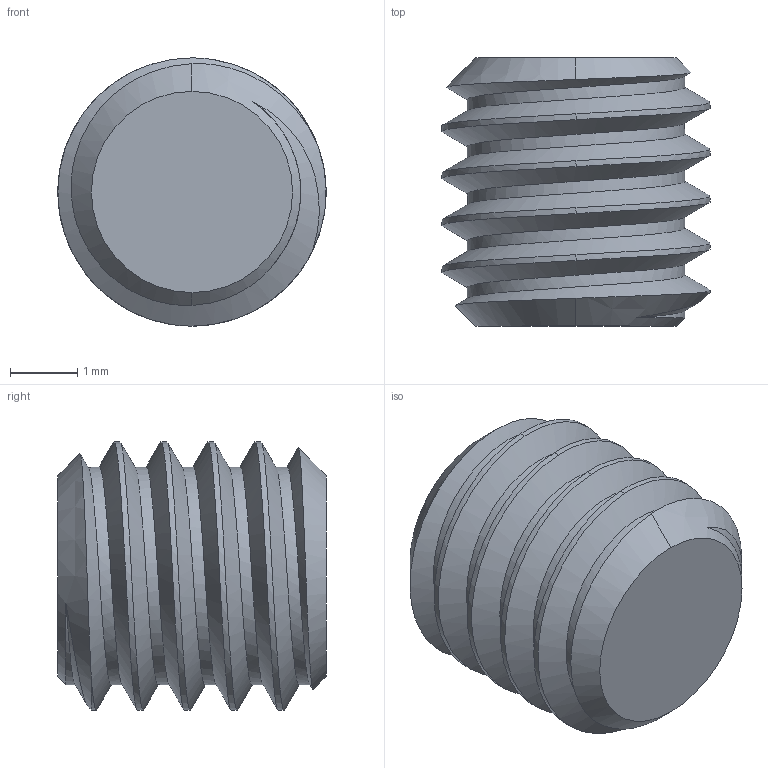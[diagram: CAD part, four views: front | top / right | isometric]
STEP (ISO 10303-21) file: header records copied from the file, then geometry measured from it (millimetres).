
FILE_DESCRIPTION (( 'STEP AP214' ), '1' );
FILE_NAME ('11-3404.step', '2025-08-25T09:39:16', ( '' ), ( '' ), 'SwSTEP 2.0', 'SolidWorks 2025', '' );
FILE_SCHEMA (( 'AUTOMOTIVE_DESIGN' ));
Length unit declared in the file: millimetre
Products named in the file (1): 11-3404
Bounding box: 4 x 4 x 4 mm (x, y, z)
Volume: 28.9 mm3; surface area: 105.7 mm2
Topology: 1 solids, 1 shells, 27 faces, 71 edges, 47 vertices
Faces by surface type: cylinder 10, plane 9, cone 5, bspline 3
Entity records: 2866 total; most frequent: CARTESIAN_POINT 2253, ORIENTED_EDGE 142, DIRECTION 96, EDGE_CURVE 71, VERTEX_POINT 47, AXIS2_PLACEMENT_3D 32, VECTOR 32, LINE 32
